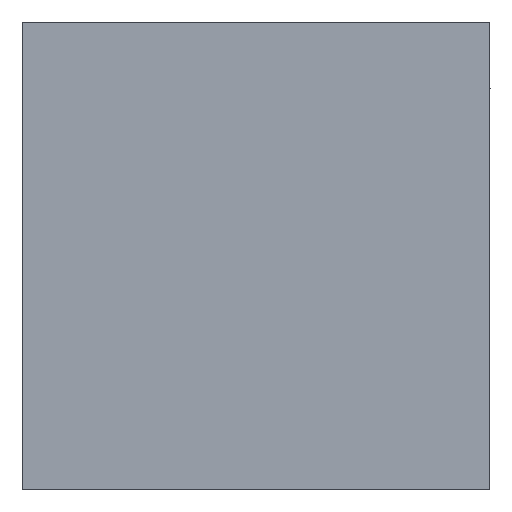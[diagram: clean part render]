
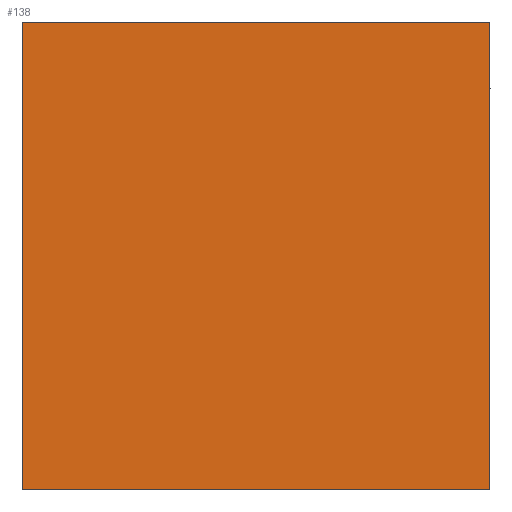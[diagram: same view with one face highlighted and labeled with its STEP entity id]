
A CAD part, front view. The second image highlights one B-rep face of the part: STEP entity #138.
In plain terms, the highlighted planar face has unit normal (0, -1, 0).
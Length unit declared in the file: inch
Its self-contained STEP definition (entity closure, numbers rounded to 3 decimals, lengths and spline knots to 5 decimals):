
#54 = LINE ( 'NONE', #79, #2189 ) ;
#79 = CARTESIAN_POINT ( 'NONE',  ( -0.27559, 0., -0.27559 ) ) ;
#83 = DIRECTION ( 'NONE',  ( 0., 0., -1. ) ) ;
#138 = ADVANCED_FACE ( 'NONE', ( #1480 ), #274, .F. ) ;
#247 = VERTEX_POINT ( 'NONE', #2069 ) ;
#274 = PLANE ( 'NONE',  #1416 ) ;
#302 = CARTESIAN_POINT ( 'NONE',  ( -0.27559, 0., -0.27559 ) ) ;
#410 = VECTOR ( 'NONE', #83, 39.37008 ) ;
#418 = ORIENTED_EDGE ( 'NONE', *, *, #2233, .F. ) ;
#471 = DIRECTION ( 'NONE',  ( 0., 0., 1. ) ) ;
#556 = VECTOR ( 'NONE', #969, 39.37008 ) ;
#790 = LINE ( 'NONE', #1285, #556 ) ;
#888 = ORIENTED_EDGE ( 'NONE', *, *, #1688, .F. ) ;
#941 = LINE ( 'NONE', #1530, #410 ) ;
#969 = DIRECTION ( 'NONE',  ( 1., 0., 0. ) ) ;
#991 = DIRECTION ( 'NONE',  ( 0., 1., 0. ) ) ;
#1068 = EDGE_CURVE ( 'NONE', #1502, #1345, #941, .T. ) ;
#1177 = CARTESIAN_POINT ( 'NONE',  ( -0.27559, 0., -0.27559 ) ) ;
#1285 = CARTESIAN_POINT ( 'NONE',  ( -0.27559, 0., 0.27559 ) ) ;
#1345 = VERTEX_POINT ( 'NONE', #1599 ) ;
#1347 = DIRECTION ( 'NONE',  ( 0., 0., 1. ) ) ;
#1416 = AXIS2_PLACEMENT_3D ( 'NONE', #2186, #991, #471 ) ;
#1480 = FACE_OUTER_BOUND ( 'NONE', #2006, .T. ) ;
#1500 = EDGE_CURVE ( 'NONE', #1843, #247, #2055, .T. ) ;
#1502 = VERTEX_POINT ( 'NONE', #2025 ) ;
#1530 = CARTESIAN_POINT ( 'NONE',  ( 0.27559, 0., -0.27559 ) ) ;
#1599 = CARTESIAN_POINT ( 'NONE',  ( 0.27559, 0., -0.27559 ) ) ;
#1676 = ORIENTED_EDGE ( 'NONE', *, *, #1068, .F. ) ;
#1688 = EDGE_CURVE ( 'NONE', #1345, #1843, #54, .T. ) ;
#1843 = VERTEX_POINT ( 'NONE', #1177 ) ;
#1974 = VECTOR ( 'NONE', #1347, 39.37008 ) ;
#2006 = EDGE_LOOP ( 'NONE', ( #1676, #418, #2231, #888 ) ) ;
#2025 = CARTESIAN_POINT ( 'NONE',  ( 0.27559, 0., 0.27559 ) ) ;
#2055 = LINE ( 'NONE', #302, #1974 ) ;
#2069 = CARTESIAN_POINT ( 'NONE',  ( -0.27559, 0., 0.27559 ) ) ;
#2121 = DIRECTION ( 'NONE',  ( -1., 0., 0. ) ) ;
#2186 = CARTESIAN_POINT ( 'NONE',  ( 0., 0., 0. ) ) ;
#2189 = VECTOR ( 'NONE', #2121, 39.37008 ) ;
#2231 = ORIENTED_EDGE ( 'NONE', *, *, #1500, .F. ) ;
#2233 = EDGE_CURVE ( 'NONE', #247, #1502, #790, .T. ) ;
